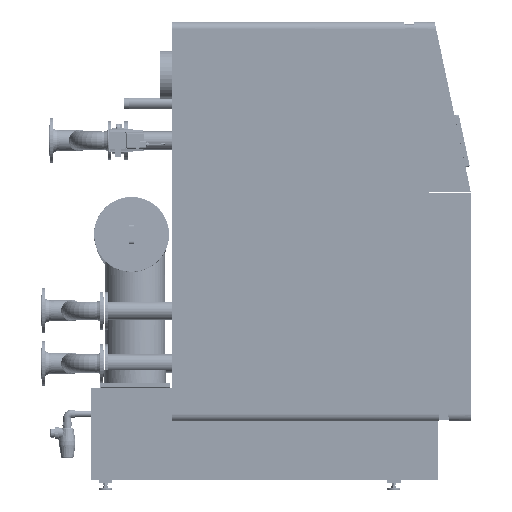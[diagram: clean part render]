
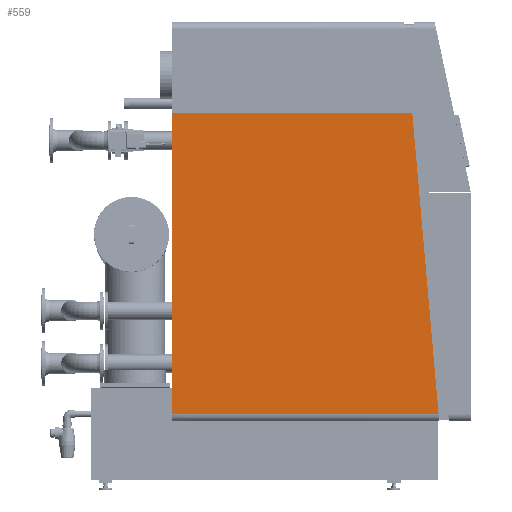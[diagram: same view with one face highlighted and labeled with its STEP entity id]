
A CAD part, front view. The second image highlights one B-rep face of the part: STEP entity #559.
In plain terms, the highlighted planar face has unit normal (0, -1, 0).
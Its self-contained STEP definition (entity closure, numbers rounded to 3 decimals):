
#248=CARTESIAN_POINT('Axis2P3D Location',(0.,0.,0.)) ;
#464=CARTESIAN_POINT('Vertex',(-1115.2,0.,31.)) ;
#477=CARTESIAN_POINT('Vertex',(-2.712,0.,31.)) ;
#480=CARTESIAN_POINT('Line Origine',(-557.6,0.,31.)) ;
#492=CARTESIAN_POINT('Line Origine',(-57.611,0.,658.5)) ;
#496=CARTESIAN_POINT('Vertex',(-112.51,0.,1286.)) ;
#527=CARTESIAN_POINT('Line Origine',(-1115.2,0.,658.5)) ;
#531=CARTESIAN_POINT('Vertex',(-1115.2,0.,1286.)) ;
#548=CARTESIAN_POINT('Line Origine',(-613.855,0.,1286.)) ;
#249=DIRECTION('Axis2P3D Direction',(0.,1.,-0.)) ;
#250=DIRECTION('Axis2P3D XDirection',(-1.,0.,0.)) ;
#481=DIRECTION('Vector Direction',(-1.,0.,0.)) ;
#493=DIRECTION('Vector Direction',(0.087,0.,-0.996)) ;
#528=DIRECTION('Vector Direction',(0.,0.,1.)) ;
#549=DIRECTION('Vector Direction',(-1.,0.,0.)) ;
#251=AXIS2_PLACEMENT_3D('Plane Axis2P3D',#248,#249,#250) ;
#554=ORIENTED_EDGE('',*,*,#552,.T.) ;
#555=ORIENTED_EDGE('',*,*,#533,.F.) ;
#556=ORIENTED_EDGE('',*,*,#484,.F.) ;
#557=ORIENTED_EDGE('',*,*,#498,.F.) ;
#482=VECTOR('Line Direction',#481,1.) ;
#494=VECTOR('Line Direction',#493,1.) ;
#529=VECTOR('Line Direction',#528,1.) ;
#550=VECTOR('Line Direction',#549,1.) ;
#559=ADVANCED_FACE('Hauptk\X2\00F6\X0\rper',(#558),#252,.F.) ;
#484=EDGE_CURVE('',#478,#465,#483,.T.) ;
#498=EDGE_CURVE('',#497,#478,#495,.T.) ;
#533=EDGE_CURVE('',#465,#532,#530,.T.) ;
#552=EDGE_CURVE('',#497,#532,#551,.T.) ;
#553=EDGE_LOOP('',(#554,#555,#556,#557)) ;
#558=FACE_OUTER_BOUND('',#553,.T.) ;
#483=LINE('Line',#480,#482) ;
#495=LINE('Line',#492,#494) ;
#530=LINE('Line',#527,#529) ;
#551=LINE('Line',#548,#550) ;
#252=PLANE('',#251) ;
#465=VERTEX_POINT('',#464) ;
#478=VERTEX_POINT('',#477) ;
#497=VERTEX_POINT('',#496) ;
#532=VERTEX_POINT('',#531) ;
